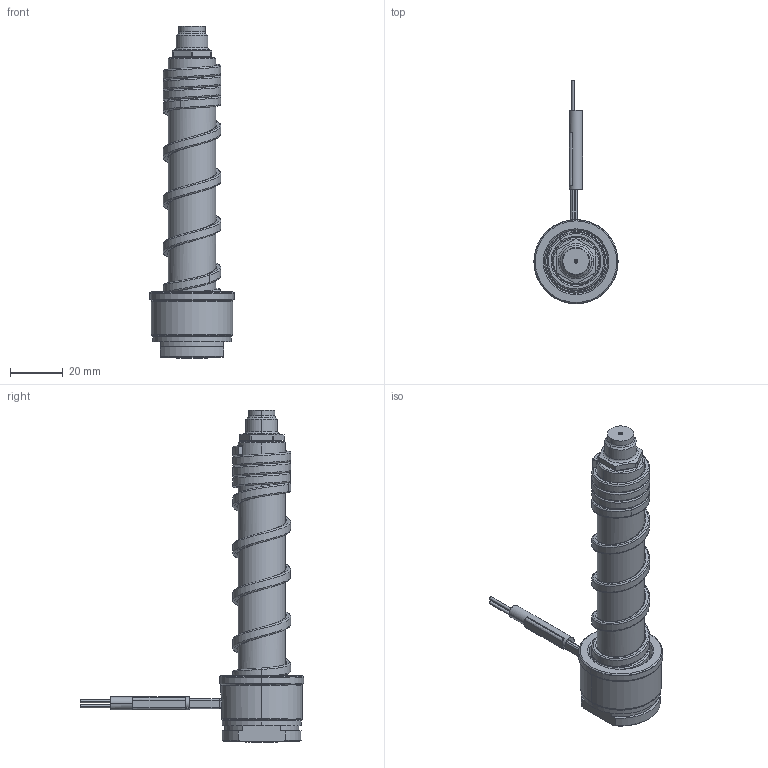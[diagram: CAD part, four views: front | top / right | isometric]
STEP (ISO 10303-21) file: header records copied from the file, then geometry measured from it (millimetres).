
FILE_DESCRIPTION((''),'2;1');
FILE_NAME('SM-126-BES-N','2014-02-24T',('Íàòàëüÿ'),('IMID'),'PRO/ENGINEER BY PARAMETRIC TECHNOLOGY CORPORATION, 2010180','PRO/ENGINEER BY PARAMETRIC TECHNOLOGY CORPORATION, 2010180','');
FILE_SCHEMA(('CONFIG_CONTROL_DESIGN'));
Length unit declared in the file: millimetre
Products named in the file (1): SM-126-BES-N
Bounding box: 32 x 85 x 126.2 mm (x, y, z)
Volume: 41197.6 mm3; surface area: 21970.1 mm2
Topology: 1 solids, 9 shells, 341 faces, 884 edges, 526 vertices
Faces by surface type: cylinder 118, cone 64, bspline 57, plane 52, torus 32, revolution 9, extrusion 7, sphere 2
Entity records: 19560 total; most frequent: CARTESIAN_POINT 11619, ORIENTED_EDGE 1724, DIRECTION 1542, EDGE_CURVE 874, AXIS2_PLACEMENT_3D 613, VERTEX_POINT 526, EDGE_LOOP 364, CIRCLE 344
